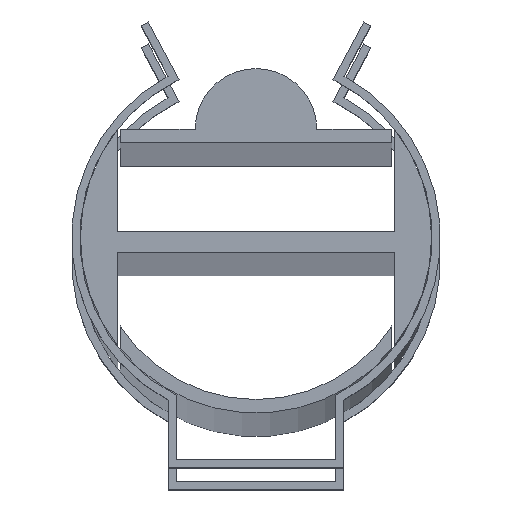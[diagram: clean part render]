
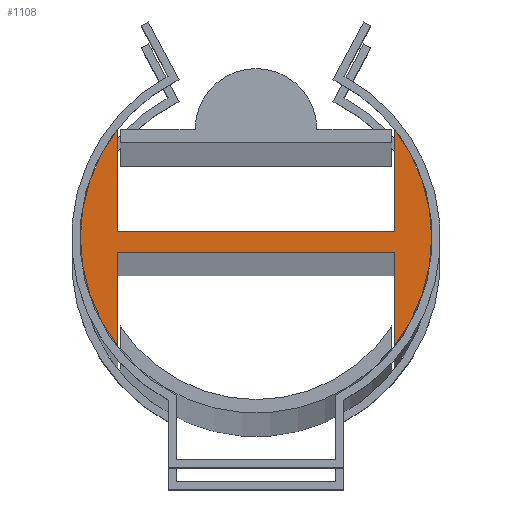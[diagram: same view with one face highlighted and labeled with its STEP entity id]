
A CAD part, top view. The second image highlights one B-rep face of the part: STEP entity #1108.
In plain terms, the highlighted planar face has unit normal (0, 0, 1).
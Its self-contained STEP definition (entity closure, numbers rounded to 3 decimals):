
#47=PLANE('',#1203);
#101=FACE_OUTER_BOUND('',#165,.T.);
#165=EDGE_LOOP('',(#886,#887,#888,#889,#890,#891,#892,#893));
#246=LINE('',#1691,#372);
#249=LINE('',#1697,#375);
#252=LINE('',#1703,#378);
#256=LINE('',#1715,#382);
#259=LINE('',#1721,#385);
#262=LINE('',#1725,#388);
#372=VECTOR('',#1369,10.);
#375=VECTOR('',#1374,10.);
#378=VECTOR('',#1379,10.);
#382=VECTOR('',#1391,10.);
#385=VECTOR('',#1396,10.);
#388=VECTOR('',#1401,10.);
#466=CIRCLE('',#1193,13.);
#468=CIRCLE('',#1199,13.);
#523=VERTEX_POINT('',#1682);
#524=VERTEX_POINT('',#1684);
#526=VERTEX_POINT('',#1690);
#528=VERTEX_POINT('',#1696);
#530=VERTEX_POINT('',#1702);
#532=VERTEX_POINT('',#1708);
#534=VERTEX_POINT('',#1714);
#536=VERTEX_POINT('',#1720);
#646=EDGE_CURVE('',#524,#523,#466,.T.);
#649=EDGE_CURVE('',#526,#524,#246,.T.);
#652=EDGE_CURVE('',#528,#526,#249,.T.);
#655=EDGE_CURVE('',#530,#528,#252,.T.);
#658=EDGE_CURVE('',#532,#530,#468,.T.);
#661=EDGE_CURVE('',#534,#532,#256,.T.);
#664=EDGE_CURVE('',#536,#534,#259,.T.);
#667=EDGE_CURVE('',#523,#536,#262,.T.);
#886=ORIENTED_EDGE('',*,*,#667,.T.);
#887=ORIENTED_EDGE('',*,*,#664,.T.);
#888=ORIENTED_EDGE('',*,*,#661,.T.);
#889=ORIENTED_EDGE('',*,*,#658,.T.);
#890=ORIENTED_EDGE('',*,*,#655,.T.);
#891=ORIENTED_EDGE('',*,*,#652,.T.);
#892=ORIENTED_EDGE('',*,*,#649,.T.);
#893=ORIENTED_EDGE('',*,*,#646,.T.);
#1108=ADVANCED_FACE('',(#101),#47,.T.);
#1193=AXIS2_PLACEMENT_3D('',#1685,#1363,#1364);
#1199=AXIS2_PLACEMENT_3D('',#1709,#1385,#1386);
#1203=AXIS2_PLACEMENT_3D('',#1726,#1402,#1403);
#1363=DIRECTION('center_axis',(0.,0.,1.));
#1364=DIRECTION('ref_axis',(-0.788,0.615,0.));
#1369=DIRECTION('',(0.,1.,0.));
#1374=DIRECTION('',(-1.,0.,0.));
#1379=DIRECTION('',(0.,-1.,0.));
#1385=DIRECTION('center_axis',(0.,0.,1.));
#1386=DIRECTION('ref_axis',(0.788,-0.615,0.));
#1391=DIRECTION('',(0.,-1.,0.));
#1396=DIRECTION('',(1.,0.,0.));
#1401=DIRECTION('',(0.,1.,0.));
#1402=DIRECTION('center_axis',(0.,0.,1.));
#1403=DIRECTION('ref_axis',(1.,0.,0.));
#1682=CARTESIAN_POINT('',(-10.25,-7.996,1000.));
#1684=CARTESIAN_POINT('',(-10.25,7.996,1000.));
#1685=CARTESIAN_POINT('Origin',(0.,0.,1000.));
#1690=CARTESIAN_POINT('',(-10.25,0.406,1000.));
#1691=CARTESIAN_POINT('',(-10.25,0.406,1000.));
#1696=CARTESIAN_POINT('',(10.25,0.406,1000.));
#1697=CARTESIAN_POINT('',(10.25,0.406,1000.));
#1702=CARTESIAN_POINT('',(10.25,7.996,1000.));
#1703=CARTESIAN_POINT('',(10.25,7.996,1000.));
#1708=CARTESIAN_POINT('',(10.25,-7.996,1000.));
#1709=CARTESIAN_POINT('Origin',(0.,0.,1000.));
#1714=CARTESIAN_POINT('',(10.25,-1.094,1000.));
#1715=CARTESIAN_POINT('',(10.25,-1.094,1000.));
#1720=CARTESIAN_POINT('',(-10.25,-1.094,1000.));
#1721=CARTESIAN_POINT('',(-10.25,-1.094,1000.));
#1725=CARTESIAN_POINT('',(-10.25,-7.996,1000.));
#1726=CARTESIAN_POINT('Origin',(0.,0.,
1000.));
